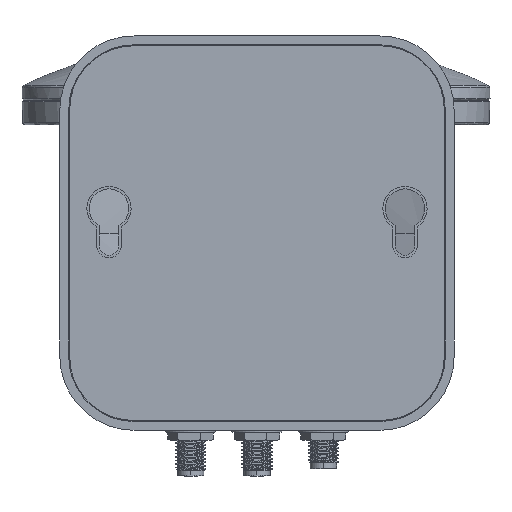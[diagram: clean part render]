
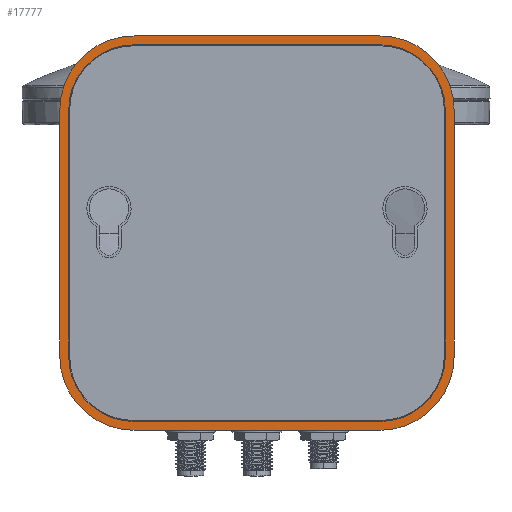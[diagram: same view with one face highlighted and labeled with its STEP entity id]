
A CAD part, front view. The second image highlights one B-rep face of the part: STEP entity #17777.
In plain terms, the highlighted planar face has unit normal (0, -1, 0).
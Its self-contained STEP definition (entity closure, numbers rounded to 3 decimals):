
#227 = CARTESIAN_POINT ( 'NONE',  ( 25.1, -76., 38.304 ) ) ;
#266 = ORIENTED_EDGE ( 'NONE', *, *, #31216, .F. ) ;
#306 = ORIENTED_EDGE ( 'NONE', *, *, #3411, .T. ) ;
#326 = DIRECTION ( 'NONE',  ( 1., 0., 0. ) ) ;
#552 = EDGE_CURVE ( 'NONE', #22561, #12607, #34429, .T. ) ;
#714 = AXIS2_PLACEMENT_3D ( 'NONE', #34966, #23253, #28780 ) ;
#784 = CARTESIAN_POINT ( 'NONE',  ( -42.039, -76., -40.105 ) ) ;
#944 = DIRECTION ( 'NONE',  ( 0., 0., 1. ) ) ;
#1312 = DIRECTION ( 'NONE',  ( 0., 1., 0. ) ) ;
#1704 = CARTESIAN_POINT ( 'NONE',  ( -42.039, -76., -38.304 ) ) ;
#1857 = VERTEX_POINT ( 'NONE', #6256 ) ;
#1873 = CIRCLE ( 'NONE', #14698, 13.304 ) ;
#1968 = CARTESIAN_POINT ( 'NONE',  ( 25.1, -76., 40.105 ) ) ;
#2074 = DIRECTION ( 'NONE',  ( 0., 0., -1. ) ) ;
#2229 = LINE ( 'NONE', #12429, #33243 ) ;
#2962 = CIRCLE ( 'NONE', #19431, 13.304 ) ;
#3411 = EDGE_CURVE ( 'NONE', #12607, #11437, #2229, .T. ) ;
#3502 = EDGE_CURVE ( 'NONE', #12179, #14155, #36043, .T. ) ;
#3717 = CARTESIAN_POINT ( 'NONE',  ( -40.005, -76., 25. ) ) ;
#3726 = EDGE_CURVE ( 'NONE', #6238, #32076, #17228, .T. ) ;
#4099 = VECTOR ( 'NONE', #326, 1000. ) ;
#4239 = CARTESIAN_POINT ( 'NONE',  ( -24.9, -76., -25. ) ) ;
#4413 = CIRCLE ( 'NONE', #36843, 15.105 ) ;
#4468 = CARTESIAN_POINT ( 'NONE',  ( 25.1, -76., -25. ) ) ;
#4824 = DIRECTION ( 'NONE',  ( -1., 0., 0. ) ) ;
#5049 = ORIENTED_EDGE ( 'NONE', *, *, #34396, .T. ) ;
#5190 = VERTEX_POINT ( 'NONE', #18399 ) ;
#5226 = DIRECTION ( 'NONE',  ( 0., 1., 0. ) ) ;
#5355 = ORIENTED_EDGE ( 'NONE', *, *, #3726, .F. ) ;
#5489 = VERTEX_POINT ( 'NONE', #30247 ) ;
#5580 = DIRECTION ( 'NONE',  ( 1., 0., 0. ) ) ;
#5844 = DIRECTION ( 'NONE',  ( 0., 0., 1. ) ) ;
#6238 = VERTEX_POINT ( 'NONE', #28713 ) ;
#6256 = CARTESIAN_POINT ( 'NONE',  ( 25.1, -76., -38.304 ) ) ;
#6330 = DIRECTION ( 'NONE',  ( 1., 0., 0. ) ) ;
#6571 = CARTESIAN_POINT ( 'NONE',  ( 25.1, -76., 25. ) ) ;
#6881 = CIRCLE ( 'NONE', #714, 15.105 ) ;
#7008 = EDGE_CURVE ( 'NONE', #17429, #17612, #36336, .T. ) ;
#7353 = AXIS2_PLACEMENT_3D ( 'NONE', #37907, #28583, #4824 ) ;
#7995 = DIRECTION ( 'NONE',  ( 0., -1., 0. ) ) ;
#8236 = VECTOR ( 'NONE', #2074, 1000. ) ;
#8476 = ORIENTED_EDGE ( 'NONE', *, *, #17283, .T. ) ;
#8911 = ORIENTED_EDGE ( 'NONE', *, *, #37152, .F. ) ;
#9241 = AXIS2_PLACEMENT_3D ( 'NONE', #32659, #38960, #12117 ) ;
#9362 = CIRCLE ( 'NONE', #16447, 15.105 ) ;
#9586 = CARTESIAN_POINT ( 'NONE',  ( -24.9, -76., -25. ) ) ;
#9693 = DIRECTION ( 'NONE',  ( -1., 0., 0. ) ) ;
#9780 = ORIENTED_EDGE ( 'NONE', *, *, #7008, .T. ) ;
#9959 = EDGE_CURVE ( 'NONE', #19926, #17429, #14921, .T. ) ;
#10263 = ORIENTED_EDGE ( 'NONE', *, *, #552, .T. ) ;
#10530 = ORIENTED_EDGE ( 'NONE', *, *, #26562, .F. ) ;
#10562 = CARTESIAN_POINT ( 'NONE',  ( 38.404, -76., 25. ) ) ;
#10963 = DIRECTION ( 'NONE',  ( -1., 0., 0. ) ) ;
#11437 = VERTEX_POINT ( 'NONE', #24988 ) ;
#11693 = CIRCLE ( 'NONE', #13682, 13.304 ) ;
#12117 = DIRECTION ( 'NONE',  ( 0., 0., 1. ) ) ;
#12179 = VERTEX_POINT ( 'NONE', #12571 ) ;
#12429 = CARTESIAN_POINT ( 'NONE',  ( 38.404, -76., -42.139 ) ) ;
#12494 = VECTOR ( 'NONE', #10963, 1000. ) ;
#12571 = CARTESIAN_POINT ( 'NONE',  ( -24.9, -76., -40.105 ) ) ;
#12607 = VERTEX_POINT ( 'NONE', #10562 ) ;
#12619 = DIRECTION ( 'NONE',  ( 0., 1., 0. ) ) ;
#12649 = EDGE_LOOP ( 'NONE', ( #5355, #10530, #25244, #29326, #266, #34881, #30513, #8911 ) ) ;
#13682 = AXIS2_PLACEMENT_3D ( 'NONE', #6571, #15628, #15890 ) ;
#13777 = VECTOR ( 'NONE', #6330, 1000. ) ;
#14010 = CARTESIAN_POINT ( 'NONE',  ( -24.9, -76., 25. ) ) ;
#14155 = VERTEX_POINT ( 'NONE', #24014 ) ;
#14445 = CARTESIAN_POINT ( 'NONE',  ( 25.1, -76., 25. ) ) ;
#14698 = AXIS2_PLACEMENT_3D ( 'NONE', #4468, #1312, #25472 ) ;
#14921 = CIRCLE ( 'NONE', #21156, 13.304 ) ;
#14930 = EDGE_CURVE ( 'NONE', #5489, #18329, #25063, .T. ) ;
#15454 = DIRECTION ( 'NONE',  ( 0., 0., -1. ) ) ;
#15628 = DIRECTION ( 'NONE',  ( 0., 1., 0. ) ) ;
#15890 = DIRECTION ( 'NONE',  ( 0., 0., 1. ) ) ;
#15946 = EDGE_LOOP ( 'NONE', ( #306, #38513, #25819, #5049, #8476, #38874, #9780, #23636, #10263 ) ) ;
#15997 = FACE_BOUND ( 'NONE', #15946, .T. ) ;
#16002 = VERTEX_POINT ( 'NONE', #31542 ) ;
#16324 = CARTESIAN_POINT ( 'NONE',  ( -38.204, -76., -25. ) ) ;
#16447 = AXIS2_PLACEMENT_3D ( 'NONE', #14445, #32595, #17889 ) ;
#16767 = CARTESIAN_POINT ( 'NONE',  ( -24.9, -76., 38.304 ) ) ;
#17167 = CARTESIAN_POINT ( 'NONE',  ( 40.205, -76., -26.288 ) ) ;
#17208 = EDGE_CURVE ( 'NONE', #17612, #22561, #11693, .T. ) ;
#17228 = LINE ( 'NONE', #35812, #34205 ) ;
#17283 = EDGE_CURVE ( 'NONE', #17571, #19926, #29616, .T. ) ;
#17429 = VERTEX_POINT ( 'NONE', #16767 ) ;
#17571 = VERTEX_POINT ( 'NONE', #16324 ) ;
#17612 = VERTEX_POINT ( 'NONE', #37367 ) ;
#17777 = ADVANCED_FACE ( 'NONE', ( #37360, #15997 ), #37997, .T. ) ;
#17889 = DIRECTION ( 'NONE',  ( -1., 0., 0. ) ) ;
#17920 = EDGE_CURVE ( 'NONE', #18329, #16002, #9362, .T. ) ;
#18329 = VERTEX_POINT ( 'NONE', #1968 ) ;
#18399 = CARTESIAN_POINT ( 'NONE',  ( 40.205, -76., -25. ) ) ;
#19431 = AXIS2_PLACEMENT_3D ( 'NONE', #4239, #12619, #9693 ) ;
#19474 = CARTESIAN_POINT ( 'NONE',  ( -42.039, -76., 38.304 ) ) ;
#19675 = CIRCLE ( 'NONE', #7353, 15.105 ) ;
#19926 = VERTEX_POINT ( 'NONE', #33909 ) ;
#20116 = EDGE_CURVE ( 'NONE', #5190, #14155, #6881, .T. ) ;
#20338 = DIRECTION ( 'NONE',  ( 0., 0., 1. ) ) ;
#20703 = VECTOR ( 'NONE', #944, 1000. ) ;
#21156 = AXIS2_PLACEMENT_3D ( 'NONE', #14010, #5226, #20338 ) ;
#21968 = LINE ( 'NONE', #17167, #8236 ) ;
#22561 = VERTEX_POINT ( 'NONE', #227 ) ;
#23013 = AXIS2_PLACEMENT_3D ( 'NONE', #23026, #7995, #35378 ) ;
#23026 = CARTESIAN_POINT ( 'NONE',  ( -42.039, -76., -42.139 ) ) ;
#23253 = DIRECTION ( 'NONE',  ( 0., 1., 0. ) ) ;
#23636 = ORIENTED_EDGE ( 'NONE', *, *, #17208, .T. ) ;
#24014 = CARTESIAN_POINT ( 'NONE',  ( 25.1, -76., -40.105 ) ) ;
#24605 = DIRECTION ( 'NONE',  ( 0., 0., 1. ) ) ;
#24708 = EDGE_CURVE ( 'NONE', #1857, #38146, #29901, .T. ) ;
#24988 = CARTESIAN_POINT ( 'NONE',  ( 38.404, -76., -25. ) ) ;
#25063 = LINE ( 'NONE', #33256, #13777 ) ;
#25244 = ORIENTED_EDGE ( 'NONE', *, *, #3502, .T. ) ;
#25472 = DIRECTION ( 'NONE',  ( 0., 0., 1. ) ) ;
#25819 = ORIENTED_EDGE ( 'NONE', *, *, #24708, .T. ) ;
#26562 = EDGE_CURVE ( 'NONE', #12179, #6238, #4413, .T. ) ;
#28322 = VECTOR ( 'NONE', #5580, 1000. ) ;
#28568 = EDGE_CURVE ( 'NONE', #11437, #1857, #1873, .T. ) ;
#28583 = DIRECTION ( 'NONE',  ( 0., 1., 0. ) ) ;
#28713 = CARTESIAN_POINT ( 'NONE',  ( -40.005, -76., -25. ) ) ;
#28780 = DIRECTION ( 'NONE',  ( 0., 0., 1. ) ) ;
#29326 = ORIENTED_EDGE ( 'NONE', *, *, #20116, .F. ) ;
#29616 = LINE ( 'NONE', #37195, #20703 ) ;
#29901 = LINE ( 'NONE', #1704, #12494 ) ;
#30247 = CARTESIAN_POINT ( 'NONE',  ( -24.9, -76., 40.105 ) ) ;
#30513 = ORIENTED_EDGE ( 'NONE', *, *, #14930, .F. ) ;
#31216 = EDGE_CURVE ( 'NONE', #16002, #5190, #21968, .T. ) ;
#31542 = CARTESIAN_POINT ( 'NONE',  ( 40.205, -76., 25. ) ) ;
#32076 = VERTEX_POINT ( 'NONE', #3717 ) ;
#32595 = DIRECTION ( 'NONE',  ( 0., 1., 0. ) ) ;
#32659 = CARTESIAN_POINT ( 'NONE',  ( 25.1, -76., 25. ) ) ;
#33243 = VECTOR ( 'NONE', #15454, 1000. ) ;
#33256 = CARTESIAN_POINT ( 'NONE',  ( -26.188, -76., 40.105 ) ) ;
#33732 = CARTESIAN_POINT ( 'NONE',  ( -24.9, -76., -38.304 ) ) ;
#33909 = CARTESIAN_POINT ( 'NONE',  ( -38.204, -76., 25. ) ) ;
#34205 = VECTOR ( 'NONE', #5844, 1000. ) ;
#34396 = EDGE_CURVE ( 'NONE', #38146, #17571, #2962, .T. ) ;
#34429 = CIRCLE ( 'NONE', #9241, 13.304 ) ;
#34881 = ORIENTED_EDGE ( 'NONE', *, *, #17920, .F. ) ;
#34966 = CARTESIAN_POINT ( 'NONE',  ( 25.1, -76., -25. ) ) ;
#35378 = DIRECTION ( 'NONE',  ( 0., 0., 1. ) ) ;
#35812 = CARTESIAN_POINT ( 'NONE',  ( -40.005, -76., -26.288 ) ) ;
#36043 = LINE ( 'NONE', #784, #4099 ) ;
#36336 = LINE ( 'NONE', #19474, #28322 ) ;
#36587 = DIRECTION ( 'NONE',  ( 0., 1., 0. ) ) ;
#36843 = AXIS2_PLACEMENT_3D ( 'NONE', #9586, #36587, #24605 ) ;
#37152 = EDGE_CURVE ( 'NONE', #32076, #5489, #19675, .T. ) ;
#37195 = CARTESIAN_POINT ( 'NONE',  ( -38.204, -76., -42.139 ) ) ;
#37360 = FACE_OUTER_BOUND ( 'NONE', #12649, .T. ) ;
#37367 = CARTESIAN_POINT ( 'NONE',  ( 25.1, -76., 38.304 ) ) ;
#37907 = CARTESIAN_POINT ( 'NONE',  ( -24.9, -76., 25. ) ) ;
#37997 = PLANE ( 'NONE',  #23013 ) ;
#38146 = VERTEX_POINT ( 'NONE', #33732 ) ;
#38513 = ORIENTED_EDGE ( 'NONE', *, *, #28568, .T. ) ;
#38874 = ORIENTED_EDGE ( 'NONE', *, *, #9959, .T. ) ;
#38960 = DIRECTION ( 'NONE',  ( 0., 1., 0. ) ) ;
